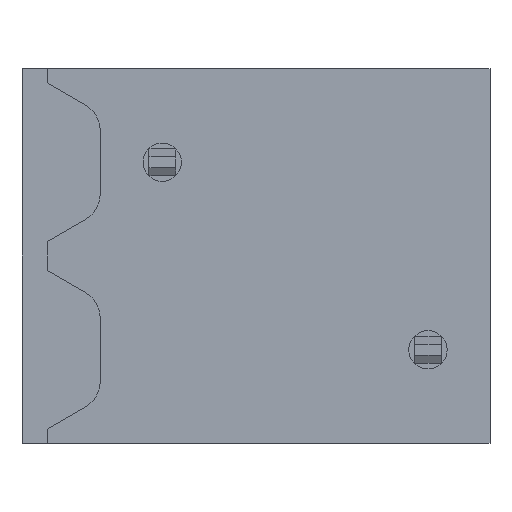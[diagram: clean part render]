
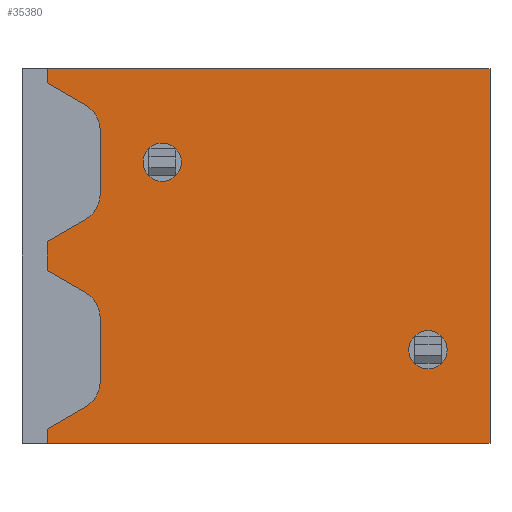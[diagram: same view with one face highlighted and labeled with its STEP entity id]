
A CAD part, front view. The second image highlights one B-rep face of the part: STEP entity #35380.
In plain terms, the highlighted planar face has unit normal (0, -1, 0).
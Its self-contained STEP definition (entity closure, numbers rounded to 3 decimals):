
#11480=CARTESIAN_POINT('',(50.955,-1.837,6.35));
#11490=VERTEX_POINT('',#11480);
#11520=CARTESIAN_POINT('',(0.,-1.837,6.35));
#11530=DIRECTION('',(1.,0.,0.));
#11540=VECTOR('',#11530,1.);
#11550=LINE('',#11520,#11540);
#11560=CARTESIAN_POINT('',(35.955,-1.837,6.35));
#11570=VERTEX_POINT('',#11560);
#11580=EDGE_CURVE('',#11570,#11490,#11550,.T.);
#33780=CARTESIAN_POINT('',(39.995,-1.837,-1.425));
#33790=DIRECTION('',(0.,-1.,0.));
#33800=DIRECTION('',(1.,0.,0.));
#33810=AXIS2_PLACEMENT_3D('',#33780,#33790,#33800);
#33820=PLANE('',#33810);
#33830=CARTESIAN_POINT('',(0.,-1.837,-20.27));
#33840=DIRECTION('',(0.866,0.,0.5));
#33850=VECTOR('',#33840,1.);
#33860=LINE('',#33830,#33850);
#33870=CARTESIAN_POINT('',(35.955,-1.837,0.488));
#33880=VERTEX_POINT('',#33870);
#33890=CARTESIAN_POINT('',(37.255,-1.837,1.239));
#33900=VERTEX_POINT('',#33890);
#33910=EDGE_CURVE('',#33880,#33900,#33860,.T.);
#33920=ORIENTED_EDGE('',*,*,#33910,.F.);
#33930=CARTESIAN_POINT('',(36.755,-1.837,2.105));
#33940=DIRECTION('',(0.,1.,0.));
#33950=DIRECTION('',(1.,0.,0.));
#33960=AXIS2_PLACEMENT_3D('',#33930,#33940,#33950);
#33970=CIRCLE('',#33960,1.);
#33980=CARTESIAN_POINT('',(37.755,-1.837,2.105));
#33990=VERTEX_POINT('',#33980);
#34000=EDGE_CURVE('',#33990,#33900,#33970,.T.);
#34010=ORIENTED_EDGE('',*,*,#34000,.T.);
#34020=CARTESIAN_POINT('',(37.755,-1.837,0.));
#34030=DIRECTION('',(0.,0.,1.));
#34040=VECTOR('',#34030,1.);
#34050=LINE('',#34020,#34040);
#34060=CARTESIAN_POINT('',(37.755,-1.837,4.245));
#34070=VERTEX_POINT('',#34060);
#34080=EDGE_CURVE('',#33990,#34070,#34050,.T.);
#34090=ORIENTED_EDGE('',*,*,#34080,.F.);
#34100=CARTESIAN_POINT('',(36.755,-1.837,4.245));
#34110=DIRECTION('',(0.,-1.,0.));
#34120=DIRECTION('',(-1.,0.,0.));
#34130=AXIS2_PLACEMENT_3D('',#34100,#34110,#34120);
#34140=CIRCLE('',#34130,1.);
#34150=CARTESIAN_POINT('',(37.255,-1.837,5.111))
;
#34160=VERTEX_POINT('',#34150);
#34170=EDGE_CURVE('',#34070,#34160,#34140,.T.);
#34180=ORIENTED_EDGE('',*,*,#34170,.F.);
#34190=CARTESIAN_POINT('',(0.,-1.837,26.62));
#34200=DIRECTION('',(-0.866,0.,0.5));
#34210=VECTOR('',#34200,1.);
#34220=LINE('',#34190,#34210);
#34230=CARTESIAN_POINT('',(35.955,-1.837,5.862));
#34240=VERTEX_POINT('',#34230);
#34250=EDGE_CURVE('',#34160,#34240,#34220,.T.);
#34260=ORIENTED_EDGE('',*,*,#34250,.F.);
#34270=CARTESIAN_POINT('',(35.955,-1.837,0.));
#34280=DIRECTION('',(0.,0.,-1.));
#34290=VECTOR('',#34280,1.);
#34300=LINE('',#34270,#34290);
#34310=EDGE_CURVE('',#11570,#34240,#34300,.T.);
#34320=ORIENTED_EDGE('',*,*,#34310,.T.);
#34330=ORIENTED_EDGE('',*,*,#11580,.F.);
#34340=CARTESIAN_POINT('',(50.955,-1.837,0.));
#34350=DIRECTION('',(0.,0.,-1.));
#34360=VECTOR('',#34350,1.);
#34370=LINE('',#34340,#34360);
#34380=CARTESIAN_POINT('',(50.955,-1.837,-6.35));
#34390=VERTEX_POINT('',#34380);
#34400=EDGE_CURVE('',#11490,#34390,#34370,.T.);
#34410=ORIENTED_EDGE('',*,*,#34400,.F.);
#34420=CARTESIAN_POINT('',(0.,-1.837,-6.35));
#34430=DIRECTION('',(-1.,0.,0.));
#34440=VECTOR('',#34430,1.);
#34450=LINE('',#34420,#34440);
#34460=CARTESIAN_POINT('',(35.955,-1.837,-6.35));
#34470=VERTEX_POINT('',#34460);
#34480=EDGE_CURVE('',#34390,#34470,#34450,.T.);
#34490=ORIENTED_EDGE('',*,*,#34480,.F.);
#34500=CARTESIAN_POINT('',(35.955,-1.837,0.));
#34510=DIRECTION('',(0.,0.,-1.));
#34520=VECTOR('',#34510,1.);
#34530=LINE('',#34500,#34520);
#34540=CARTESIAN_POINT('',(35.955,-1.837,-5.862));
#34550=VERTEX_POINT('',#34540);
#34560=EDGE_CURVE('',#34550,#34470,#34530,.T.);
#34570=ORIENTED_EDGE('',*,*,#34560,.T.);
#34580=CARTESIAN_POINT('',(0.,-1.837,-26.62));
#34590=DIRECTION('',(0.866,0.,0.5));
#34600=VECTOR('',#34590,1.);
#34610=LINE('',#34580,#34600);
#34620=CARTESIAN_POINT('',(37.255,-1.837,-5.111));
#34630=VERTEX_POINT('',#34620);
#34640=EDGE_CURVE('',#34550,#34630,#34610,.T.);
#34650=ORIENTED_EDGE('',*,*,#34640,.F.);
#34660=CARTESIAN_POINT('',(36.755,-1.837,-4.245));
#34670=DIRECTION('',(0.,1.,0.));
#34680=DIRECTION('',(1.,0.,0.));
#34690=AXIS2_PLACEMENT_3D('',#34660,#34670,#34680);
#34700=CIRCLE('',#34690,1.);
#34710=CARTESIAN_POINT('',(37.755,-1.837,-4.245));
#34720=VERTEX_POINT('',#34710);
#34730=EDGE_CURVE('',#34720,#34630,#34700,.T.);
#34740=ORIENTED_EDGE('',*,*,#34730,.T.);
#34750=CARTESIAN_POINT('',(37.755,-1.837,0.));
#34760=DIRECTION('',(0.,0.,1.));
#34770=VECTOR('',#34760,1.);
#34780=LINE('',#34750,#34770);
#34790=CARTESIAN_POINT('',(37.755,-1.837,-2.105));
#34800=VERTEX_POINT('',#34790);
#34810=EDGE_CURVE('',#34720,#34800,#34780,.T.);
#34820=ORIENTED_EDGE('',*,*,#34810,.F.);
#34830=CARTESIAN_POINT('',(36.755,-1.837,-2.105));
#34840=DIRECTION('',(0.,-1.,0.));
#34850=DIRECTION('',(-1.,0.,0.));
#34860=AXIS2_PLACEMENT_3D('',#34830,#34840,#34850);
#34870=CIRCLE('',#34860,1.);
#34880=CARTESIAN_POINT('',(37.255,-1.837,-1.239)
);
#34890=VERTEX_POINT('',#34880);
#34900=EDGE_CURVE('',#34800,#34890,#34870,.T.);
#34910=ORIENTED_EDGE('',*,*,#34900,.F.);
#34920=CARTESIAN_POINT('',(0.,-1.837,20.27));
#34930=DIRECTION('',(-0.866,0.,0.5));
#34940=VECTOR('',#34930,1.);
#34950=LINE('',#34920,#34940);
#34960=CARTESIAN_POINT('',(35.955,-1.837,-0.488));
#34970=VERTEX_POINT('',#34960);
#34980=EDGE_CURVE('',#34890,#34970,#34950,.T.);
#34990=ORIENTED_EDGE('',*,*,#34980,.F.);
#35000=CARTESIAN_POINT('',(35.955,-1.837,0.));
#35010=DIRECTION('',(0.,0.,-1.));
#35020=VECTOR('',#35010,1.);
#35030=LINE('',#35000,#35020);
#35040=EDGE_CURVE('',#33880,#34970,#35030,.T.);
#35050=ORIENTED_EDGE('',*,*,#35040,.T.);
#35060=EDGE_LOOP('',(#35050,#34990,#34910,#34820,#34740,#34650,#34570,
#34490,#34410,#34330,#34320,#34260,#34180,#34090,#34010,#33920));
#35070=FACE_OUTER_BOUND('',#35060,.T.);
#35080=CARTESIAN_POINT('',(48.855,-1.837,-3.175)
);
#35090=DIRECTION('',(0.,-1.,0.));
#35100=DIRECTION('',(1.,0.,0.));
#35110=AXIS2_PLACEMENT_3D('',#35080,#35090,#35100);
#35120=CIRCLE('',#35110,0.65);
#35130=CARTESIAN_POINT('',(49.505,-1.837,-3.175)
);
#35140=VERTEX_POINT('',#35130);
#35150=CARTESIAN_POINT('',(48.205,-1.837,-3.175)
);
#35160=VERTEX_POINT('',#35150);
#35170=EDGE_CURVE('',#35140,#35160,#35120,.T.);
#35180=ORIENTED_EDGE('',*,*,#35170,.F.);
#35190=EDGE_CURVE('',#35160,#35140,#35120,.T.);
#35200=ORIENTED_EDGE('',*,*,#35190,.F.);
#35210=EDGE_LOOP('',(#35200,#35180));
#35220=FACE_BOUND('',#35210,.T.);
#35230=CARTESIAN_POINT('',(39.855,-1.837,3.175));
#35240=DIRECTION('',(0.,-1.,0.));
#35250=DIRECTION('',(1.,0.,0.));
#35260=AXIS2_PLACEMENT_3D('',#35230,#35240,#35250);
#35270=CIRCLE('',#35260,0.65);
#35280=CARTESIAN_POINT('',(40.505,-1.837,3.175));
#35290=VERTEX_POINT('',#35280);
#35300=CARTESIAN_POINT('',(39.205,-1.837,3.175));
#35310=VERTEX_POINT('',#35300);
#35320=EDGE_CURVE('',#35290,#35310,#35270,.T.);
#35330=ORIENTED_EDGE('',*,*,#35320,.F.);
#35340=EDGE_CURVE('',#35310,#35290,#35270,.T.);
#35350=ORIENTED_EDGE('',*,*,#35340,.F.);
#35360=EDGE_LOOP('',(#35350,#35330));
#35370=FACE_BOUND('',#35360,.T.);
#35380=ADVANCED_FACE('',(#35070,#35220,#35370),#33820,.T.);
